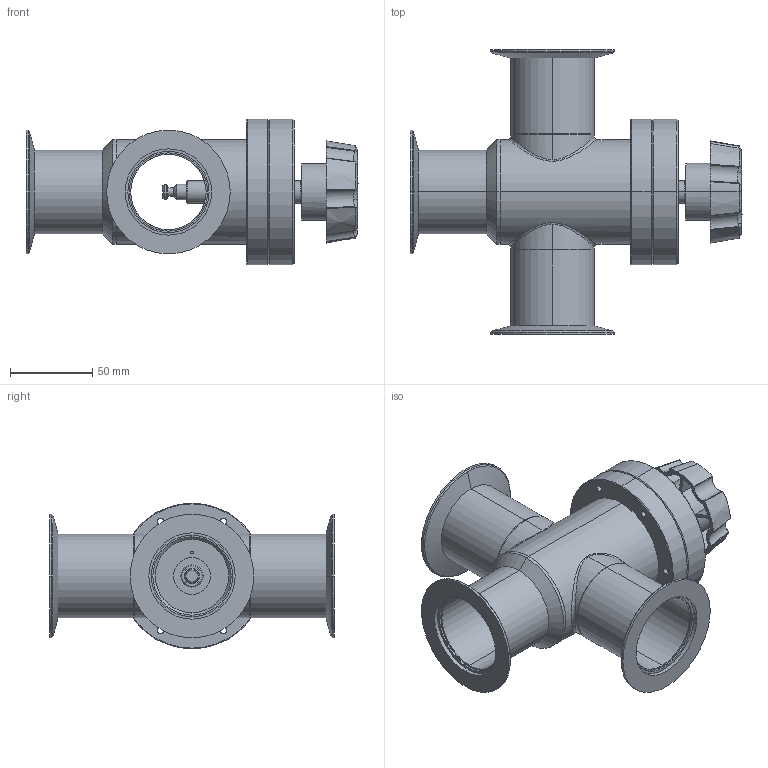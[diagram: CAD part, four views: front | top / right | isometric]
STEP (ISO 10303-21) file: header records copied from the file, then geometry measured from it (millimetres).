
FILE_DESCRIPTION (( 'STEP AP214' ), '1' );
FILE_NAME ('T-2000-H-NW50_TEE_VALVE.STEP', '2020-05-07T04:49:02', ( 'admin' ), ( 'Microsoft' ), 'SwSTEP 2.0', 'SolidWorks 2016', '' );
FILE_SCHEMA (( 'AUTOMOTIVE_DESIGN' ));
Length unit declared in the file: inch
Products named in the file (1): T-2000-H-NW50_TEE_VALVE
Bounding box: 201.31 x 172.72 x 88.27 mm (x, y, z)
Volume: 291015.6 mm3; surface area: 164386.6 mm2
Topology: 13 solids, 13 shells, 352 faces, 855 edges, 553 vertices
Faces by surface type: cylinder 160, cone 91, plane 83, bspline 18
Entity records: 14971 total; most frequent: CARTESIAN_POINT 6558, ORIENTED_EDGE 1710, DIRECTION 1704, EDGE_CURVE 855, AXIS2_PLACEMENT_3D 718, VERTEX_POINT 553, EDGE_LOOP 428, CIRCLE 383
